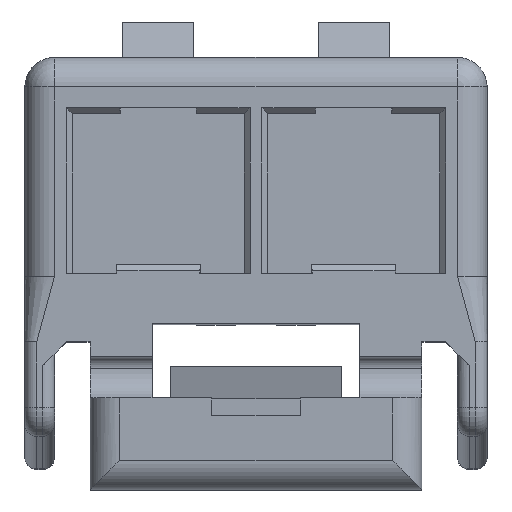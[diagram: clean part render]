
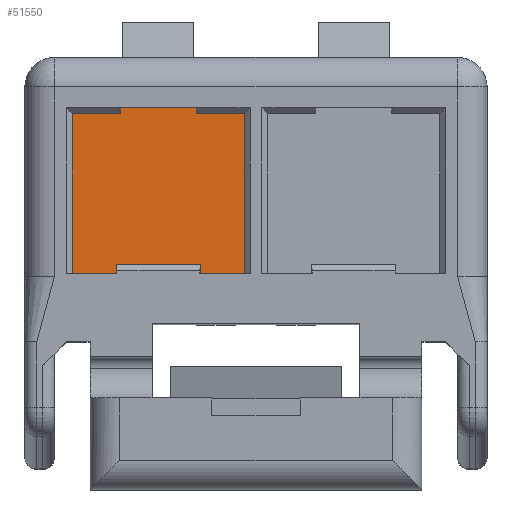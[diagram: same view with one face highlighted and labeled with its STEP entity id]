
A CAD part, top view. The second image highlights one B-rep face of the part: STEP entity #51550.
In plain terms, the highlighted planar face has unit normal (0, 0, 1).
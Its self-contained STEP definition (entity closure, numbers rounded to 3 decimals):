
#38690=CARTESIAN_POINT('',(-1.011,1.55,13.9));
#38700=VERTEX_POINT('',#38690);
#38730=CARTESIAN_POINT('',(-1.093,1.55,13.9));
#38740=DIRECTION('',(1.,0.,-0.));
#38750=VECTOR('',#38740,1.);
#38760=LINE('',#38730,#38750);
#38770=CARTESIAN_POINT('',(-2.289,1.55,13.9));
#38780=VERTEX_POINT('',#38770);
#38790=EDGE_CURVE('',#38780,#38700,#38760,.T.);
#44820=CARTESIAN_POINT('',(-0.2,-1.25,13.9));
#44830=VERTEX_POINT('',#44820);
#44860=CARTESIAN_POINT('',(-0.2,-0.486,13.9));
#44870=DIRECTION('',(0.,1.,0.));
#44880=VECTOR('',#44870,1.);
#44890=LINE('',#44860,#44880);
#44900=CARTESIAN_POINT('',(-0.2,1.45,13.9));
#44910=VERTEX_POINT('',#44900);
#44920=EDGE_CURVE('',#44830,#44910,#44890,.T.);
#45390=CARTESIAN_POINT('',(-1.093,-1.25,13.9));
#45400=DIRECTION('',(-1.,0.,0.));
#45410=VECTOR('',#45400,1.);
#45420=LINE('',#45390,#45410);
#45430=CARTESIAN_POINT('',(-0.938,-1.25,13.9));
#45440=VERTEX_POINT('',#45430);
#45450=EDGE_CURVE('',#44830,#45440,#45420,.T.);
#49780=CARTESIAN_POINT('',(-2.289,-0.486,13.9));
#49790=DIRECTION('',(0.,1.,0.));
#49800=VECTOR('',#49790,1.);
#49810=LINE('',#49780,#49800);
#49820=CARTESIAN_POINT('',(-2.289,1.45,13.9));
#49830=VERTEX_POINT('',#49820);
#49840=EDGE_CURVE('',#49830,#38780,#49810,.T.);
#50840=CARTESIAN_POINT('',(-0.127,1.62,13.9));
#50850=DIRECTION('',(0.,0.,1.));
#50860=DIRECTION('',(1.,0.,0.));
#50870=AXIS2_PLACEMENT_3D('',#50840,#50850,#50860);
#50880=PLANE('',#50870);
#50890=CARTESIAN_POINT('',(-2.363,-0.486,13.9));
#50900=DIRECTION('',(0.,-1.,0.));
#50910=VECTOR('',#50900,1.);
#50920=LINE('',#50890,#50910);
#50930=CARTESIAN_POINT('',(-2.363,-1.1,13.9));
#50940=VERTEX_POINT('',#50930);
#50950=CARTESIAN_POINT('',(-2.363,-1.25,13.9));
#50960=VERTEX_POINT('',#50950);
#50970=EDGE_CURVE('',#50940,#50960,#50920,.T.);
#50980=ORIENTED_EDGE('',*,*,#50970,.F.);
#50990=CARTESIAN_POINT('',(-1.093,-1.25,13.9));
#51000=DIRECTION('',(-1.,0.,0.));
#51010=VECTOR('',#51000,1.);
#51020=LINE('',#50990,#51010);
#51030=CARTESIAN_POINT('',(-3.1,-1.25,13.9));
#51040=VERTEX_POINT('',#51030);
#51050=EDGE_CURVE('',#50960,#51040,#51020,.T.);
#51060=ORIENTED_EDGE('',*,*,#51050,.F.);
#51070=CARTESIAN_POINT('',(-3.1,-0.486,13.9));
#51080=DIRECTION('',(0.,-1.,0.));
#51090=VECTOR('',#51080,1.);
#51100=LINE('',#51070,#51090);
#51110=CARTESIAN_POINT('',(-3.1,1.45,13.9));
#51120=VERTEX_POINT('',#51110);
#51130=EDGE_CURVE('',#51120,#51040,#51100,.T.);
#51140=ORIENTED_EDGE('',*,*,#51130,.T.);
#51150=CARTESIAN_POINT('',(-1.093,1.45,13.9));
#51160=DIRECTION('',(1.,0.,0.));
#51170=VECTOR('',#51160,1.);
#51180=LINE('',#51150,#51170);
#51190=EDGE_CURVE('',#51120,#49830,#51180,.T.);
#51200=ORIENTED_EDGE('',*,*,#51190,.F.);
#51210=ORIENTED_EDGE('',*,*,#49840,.F.);
#51220=ORIENTED_EDGE('',*,*,#38790,.F.);
#51230=CARTESIAN_POINT('',(-1.011,-0.486,13.9));
#51240=DIRECTION('',(-0.,1.,0.));
#51250=VECTOR('',#51240,1.);
#51260=LINE('',#51230,#51250);
#51270=CARTESIAN_POINT('',(-1.011,1.45,13.9));
#51280=VERTEX_POINT('',#51270);
#51290=EDGE_CURVE('',#51280,#38700,#51260,.T.);
#51300=ORIENTED_EDGE('',*,*,#51290,.T.);
#51310=CARTESIAN_POINT('',(-1.093,1.45,13.9));
#51320=DIRECTION('',(1.,0.,0.));
#51330=VECTOR('',#51320,1.);
#51340=LINE('',#51310,#51330);
#51350=EDGE_CURVE('',#51280,#44910,#51340,.T.);
#51360=ORIENTED_EDGE('',*,*,#51350,.F.);
#51370=ORIENTED_EDGE('',*,*,#44920,.T.);
#51380=ORIENTED_EDGE('',*,*,#45450,.F.);
#51390=CARTESIAN_POINT('',(-0.938,-0.486,13.9));
#51400=DIRECTION('',(0.,1.,0.));
#51410=VECTOR('',#51400,1.);
#51420=LINE('',#51390,#51410);
#51430=CARTESIAN_POINT('',(-0.938,-1.1,13.9));
#51440=VERTEX_POINT('',#51430);
#51450=EDGE_CURVE('',#45440,#51440,#51420,.T.);
#51460=ORIENTED_EDGE('',*,*,#51450,.F.);
#51470=CARTESIAN_POINT('',(-1.093,-1.1,13.9));
#51480=DIRECTION('',(-1.,0.,0.));
#51490=VECTOR('',#51480,1.);
#51500=LINE('',#51470,#51490);
#51510=EDGE_CURVE('',#51440,#50940,#51500,.T.);
#51520=ORIENTED_EDGE('',*,*,#51510,.F.);
#51530=EDGE_LOOP('',(#51520,#51460,#51380,#51370,#51360,#51300,#51220,
#51210,#51200,#51140,#51060,#50980));
#51540=FACE_OUTER_BOUND('',#51530,.T.);
#51550=ADVANCED_FACE('',(#51540),#50880,.T.);
